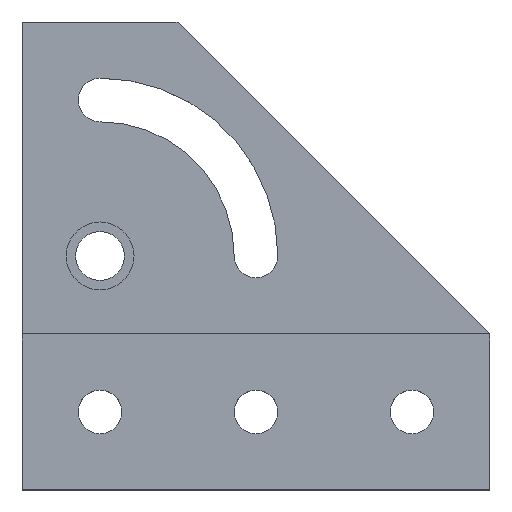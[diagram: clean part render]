
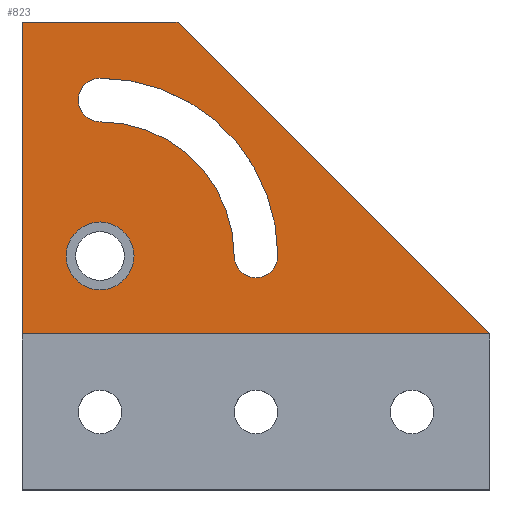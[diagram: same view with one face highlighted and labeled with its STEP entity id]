
A CAD part, top view. The second image highlights one B-rep face of the part: STEP entity #823.
In plain terms, the highlighted free-form (B-spline) face has degree [1, 1] with [2, 2] control points.
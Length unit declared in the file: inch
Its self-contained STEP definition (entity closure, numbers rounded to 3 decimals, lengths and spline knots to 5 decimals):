
#99=CARTESIAN_POINT('',(-1.0,1.218,0.158));
#100=VERTEX_POINT('',#99);
#116=CARTESIAN_POINT('',(-1.0,0.782,0.158));
#117=VERTEX_POINT('',#116);
#124=CARTESIAN_POINT('',(-1.0,1.0,0.158));
#125=DIRECTION('',(0.0,0.0,-1.0));
#126=DIRECTION('',(0.0,1.0,0.0));
#127=AXIS2_PLACEMENT_3D('',#124,#125,#126);
#128=CIRCLE('',#127,0.218);
#129=EDGE_CURVE('',#100,#117,#128,.T.);
#484=CARTESIAN_POINT('',(-0.14,1.0,0.158));
#485=VERTEX_POINT('',#484);
#486=CARTESIAN_POINT('',(-1.0,1.86,0.158));
#487=VERTEX_POINT('',#486);
#488=CARTESIAN_POINT('',(-1.0,1.0,0.158));
#489=DIRECTION('',(0.0,0.0,1.0));
#490=DIRECTION('',(0.707,0.707,0.0));
#491=AXIS2_PLACEMENT_3D('',#488,#489,#490);
#492=CIRCLE('',#491,0.86);
#493=EDGE_CURVE('',#485,#487,#492,.T.);
#547=CARTESIAN_POINT('',(0.14,1.0,0.158));
#548=VERTEX_POINT('',#547);
#549=CARTESIAN_POINT('',(0.0,1.0,0.158));
#550=DIRECTION('',(0.0,0.0,-1.0));
#551=DIRECTION('',(0.0,-1.0,0.0));
#552=AXIS2_PLACEMENT_3D('',#549,#550,#551);
#553=CIRCLE('',#552,0.14);
#554=EDGE_CURVE('',#548,#485,#553,.T.);
#601=CARTESIAN_POINT('',(-1.0,2.14,0.158));
#602=VERTEX_POINT('',#601);
#603=CARTESIAN_POINT('',(-1.0,1.0,0.158));
#604=DIRECTION('',(0.0,0.0,-1.0));
#605=DIRECTION('',(0.707,0.707,0.0));
#606=AXIS2_PLACEMENT_3D('',#603,#604,#605);
#607=CIRCLE('',#606,1.14);
#608=EDGE_CURVE('',#602,#548,#607,.T.);
#655=CARTESIAN_POINT('',(-1.0,2.0,0.158));
#656=DIRECTION('',(0.0,0.0,-1.0));
#657=DIRECTION('',(-1.0,0.0,0.0));
#658=AXIS2_PLACEMENT_3D('',#655,#656,#657);
#659=CIRCLE('',#658,0.14);
#660=EDGE_CURVE('',#487,#602,#659,.T.);
#701=CARTESIAN_POINT('',(-1.0,1.0,0.158));
#702=DIRECTION('',(0.0,0.0,-1.0));
#703=DIRECTION('',(0.0,1.0,0.0));
#704=AXIS2_PLACEMENT_3D('',#701,#702,#703);
#705=CIRCLE('',#704,0.218);
#706=EDGE_CURVE('',#117,#100,#705,.T.);
#734=CARTESIAN_POINT('',(-0.5,2.5,0.158));
#735=VERTEX_POINT('',#734);
#742=CARTESIAN_POINT('',(1.5,0.5,0.158));
#743=VERTEX_POINT('',#742);
#744=CARTESIAN_POINT('',(1.5,0.5,0.158));
#745=DIRECTION('',(-0.707,0.707,0.));
#746=VECTOR('',#745,2.82843);
#747=LINE('',#744,#746);
#748=EDGE_CURVE('',#743,#735,#747,.T.);
#773=CARTESIAN_POINT('',(-1.5,2.5,0.158));
#774=VERTEX_POINT('',#773);
#781=CARTESIAN_POINT('',(-0.5,2.5,0.158));
#782=DIRECTION('',(-1.0,0.0,0.0));
#783=VECTOR('',#782,1.0);
#784=LINE('',#781,#783);
#785=EDGE_CURVE('',#735,#774,#784,.T.);
#790=CARTESIAN_POINT('',(1.5,2.5,0.158));
#791=CARTESIAN_POINT('',(-1.5,2.5,0.158));
#792=CARTESIAN_POINT('',(1.5,0.5,0.158));
#793=CARTESIAN_POINT('',(-1.5,0.5,0.158));
#794=B_SPLINE_SURFACE_WITH_KNOTS('',1,1,((#790,#792),(#791,#793)),.UNSPECIFIED.,.F.,.F.,.U.,(2,2),(2,2),(0.0,3.0),(0.0,2.0),.UNSPECIFIED.);
#795=ORIENTED_EDGE('',*,*,#748,.T.);
#796=ORIENTED_EDGE('',*,*,#785,.T.);
#797=CARTESIAN_POINT('',(-1.5,0.5,0.158));
#798=VERTEX_POINT('',#797);
#799=CARTESIAN_POINT('',(-1.5,0.5,0.158));
#800=DIRECTION('',(0.0,1.0,0.0));
#801=VECTOR('',#800,2.0);
#802=LINE('',#799,#801);
#803=EDGE_CURVE('',#798,#774,#802,.T.);
#804=ORIENTED_EDGE('',*,*,#803,.F.);
#805=CARTESIAN_POINT('',(1.5,0.5,0.158));
#806=DIRECTION('',(-1.0,0.0,0.0));
#807=VECTOR('',#806,3.);
#808=LINE('',#805,#807);
#809=EDGE_CURVE('',#743,#798,#808,.T.);
#810=ORIENTED_EDGE('',*,*,#809,.F.);
#811=EDGE_LOOP('',(#795,#796,#804,#810));
#812=FACE_OUTER_BOUND('',#811,.T.);
#813=ORIENTED_EDGE('',*,*,#493,.T.);
#814=ORIENTED_EDGE('',*,*,#660,.T.);
#815=ORIENTED_EDGE('',*,*,#608,.T.);
#816=ORIENTED_EDGE('',*,*,#554,.T.);
#817=EDGE_LOOP('',(#813,#814,#815,#816));
#818=FACE_BOUND('',#817,.T.);
#819=ORIENTED_EDGE('',*,*,#129,.T.);
#820=ORIENTED_EDGE('',*,*,#706,.T.);
#821=EDGE_LOOP('',(#819,#820));
#822=FACE_BOUND('',#821,.T.);
#823=ADVANCED_FACE('',(#812,#818,#822),#794,.T.);
